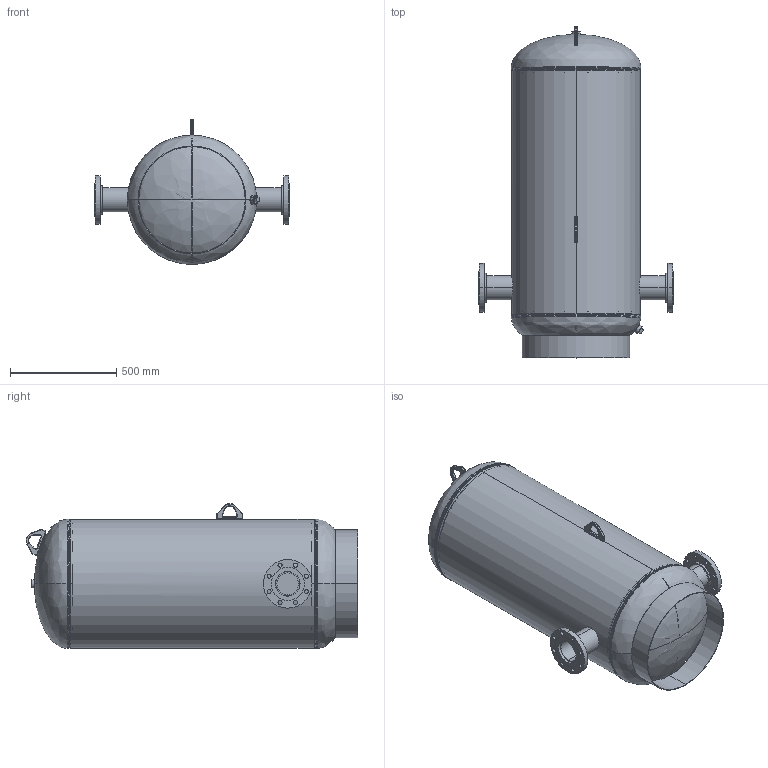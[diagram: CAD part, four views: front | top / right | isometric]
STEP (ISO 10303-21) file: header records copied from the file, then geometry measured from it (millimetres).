
FILE_DESCRIPTION (( 'STEP AP203' ), '1' );
FILE_NAME ('CBT-120-4F.STEP', '2021-03-22T14:49:21', ( '' ), ( '' ), 'SwSTEP 2.0', 'SolidWorks 2021', '' );
FILE_SCHEMA (( 'CONFIG_CONTROL_DESIGN' ));
Length unit declared in the file: inch
Products named in the file (14): 9500040; 9500050; 9200140; 99B1605; PLUGS_9500150; 9400542; 55K0266; 9455024; 9301090_6.5; SORF FLANGES ASME B16.5_4 150# SA-105; CBT-120-4F; 99Q0526; 55A0513_default
Assembly tree (22 placements, depth 3):
  CBT-120-4F
    99B1605
    9200140
    9200140
    9500040
    9500050
    PLUGS_9500150
    55A0513_default  x2
      9301090_6.5
      SORF FLANGES ASME B16.5_4 150# SA-105
    9455024
    55K0266  x8
    9400542  x2
    99Q0526
Bounding box: 914.4 x 1563.46 x 683.46 mm (x, y, z)
Volume: 15307828.5 mm3; surface area: 8293874.4 mm2
Topology: 22 solids, 22 shells, 381 faces, 864 edges, 528 vertices
Faces by surface type: cylinder 163, plane 116, torus 64, cone 24, bspline 14
Entity records: 12305 total; most frequent: CARTESIAN_POINT 4883, DIRECTION 1312, ORIENTED_EDGE 1104, EDGE_CURVE 552, AXIS2_PLACEMENT_3D 549, VERTEX_POINT 336, CIRCLE 294, EDGE_LOOP 280
